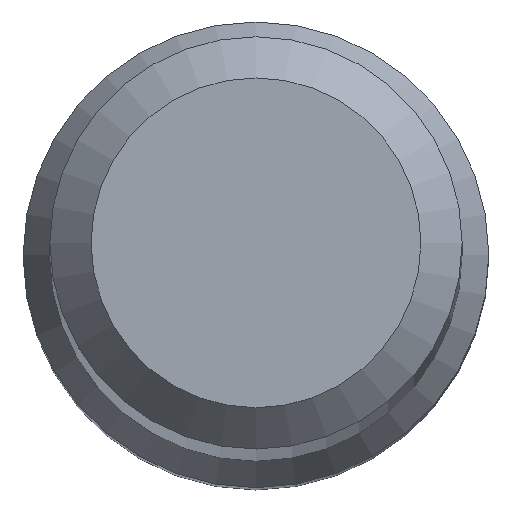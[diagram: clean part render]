
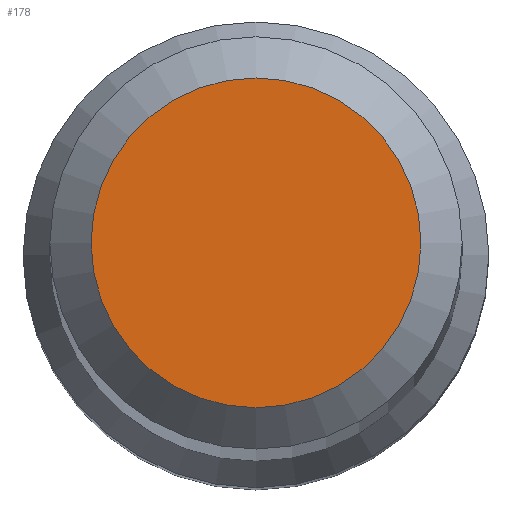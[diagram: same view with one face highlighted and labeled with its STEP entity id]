
A CAD part, top view. The second image highlights one B-rep face of the part: STEP entity #178.
In plain terms, the highlighted planar face has unit normal (0, 0, 1).
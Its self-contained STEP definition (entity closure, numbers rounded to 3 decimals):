
#30 = DIRECTION ( 'NONE',  ( 0., -1., 0. ) ) ;
#31 = DIRECTION ( 'NONE',  ( 0., 0., 1. ) ) ;
#36 = EDGE_LOOP ( 'NONE', ( #80 ) ) ;
#54 = DIRECTION ( 'NONE',  ( 0., 1., 0. ) ) ;
#59 = CIRCLE ( 'NONE', #141, 1.6 ) ;
#72 = PLANE ( 'NONE',  #226 ) ;
#80 = ORIENTED_EDGE ( 'NONE', *, *, #212, .F. ) ;
#124 = DIRECTION ( 'NONE',  ( 0., 0., -1. ) ) ;
#141 = AXIS2_PLACEMENT_3D ( 'NONE', #175, #124, #54 ) ;
#175 = CARTESIAN_POINT ( 'NONE',  ( 0., 0., 80. ) ) ;
#178 = ADVANCED_FACE ( 'NONE', ( #229 ), #72, .T. ) ;
#189 = CARTESIAN_POINT ( 'NONE',  ( 0., 1.6, 80. ) ) ;
#209 = CARTESIAN_POINT ( 'NONE',  ( 0., 0., 80. ) ) ;
#212 = EDGE_CURVE ( 'NONE', #220, #220, #59, .T. ) ;
#220 = VERTEX_POINT ( 'NONE', #189 ) ;
#226 = AXIS2_PLACEMENT_3D ( 'NONE', #209, #31, #30 ) ;
#229 = FACE_OUTER_BOUND ( 'NONE', #36, .T. ) ;
